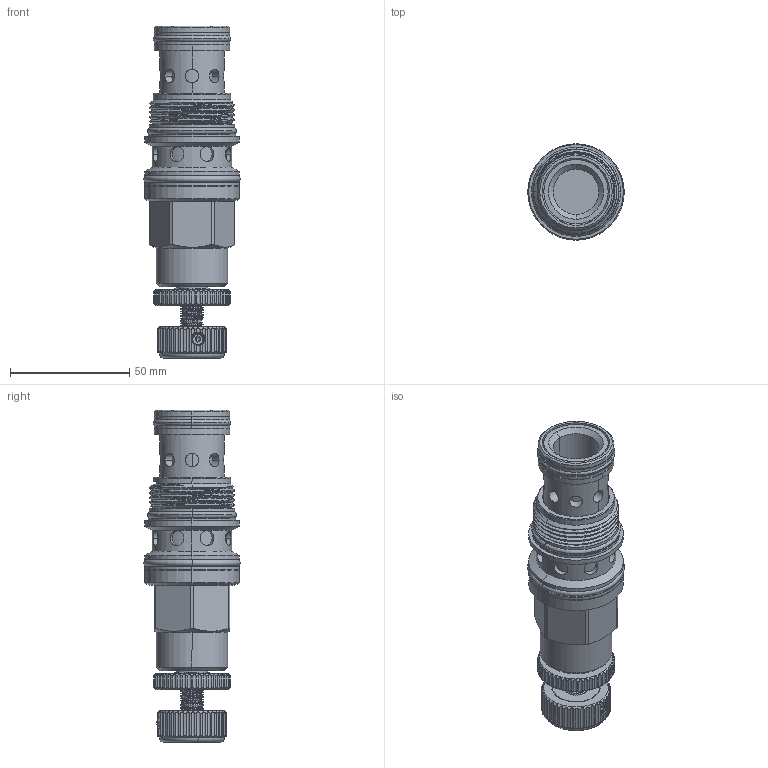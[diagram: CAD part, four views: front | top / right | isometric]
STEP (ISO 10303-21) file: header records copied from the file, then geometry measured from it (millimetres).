
FILE_DESCRIPTION (( 'STEP AP203' ), '1' );
FILE_NAME ('FR17A3F-K.STEP', '2020-03-20T02:25:34', ( '' ), ( '' ), 'SwSTEP 2.0', 'SolidWorks 2018', '' );
FILE_SCHEMA (( 'CONFIG_CONTROL_DESIGN' ));
Products named in the file (1): FR17A3F-K
Bounding box: 40.39 x 40.39 x 139.13 mm (x, y, z)
Volume: 99245 mm3; surface area: 31703.2 mm2
Topology: 14 solids, 14 shells, 913 faces, 2424 edges, 1546 vertices
Faces by surface type: cylinder 466, plane 218, cone 85, torus 80, bspline 60, sphere 4
Entity records: 62806 total; most frequent: CARTESIAN_POINT 41787, ORIENTED_EDGE 4784, DIRECTION 3895, EDGE_CURVE 2392, VERTEX_POINT 1540, AXIS2_PLACEMENT_3D 1517, EDGE_LOOP 968, ADVANCED_FACE 913
